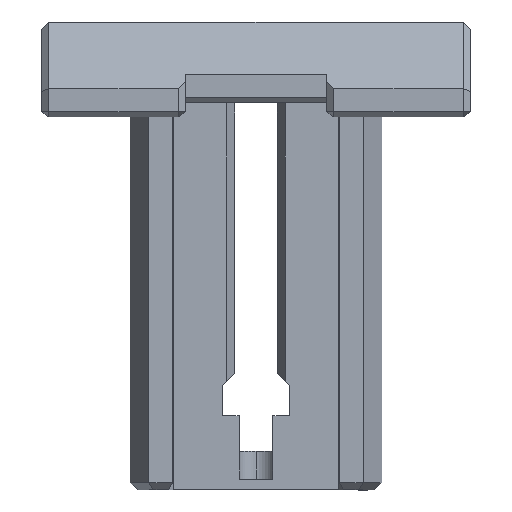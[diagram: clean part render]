
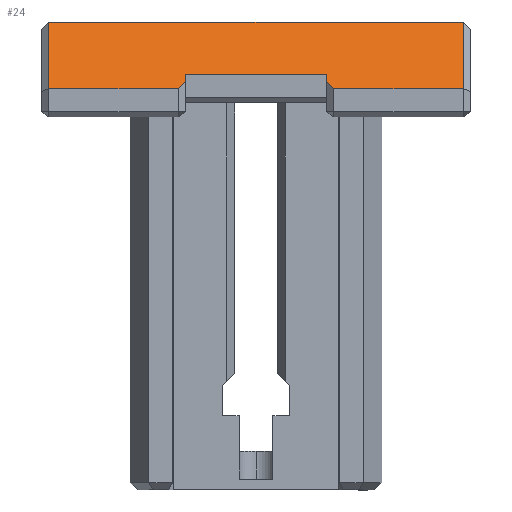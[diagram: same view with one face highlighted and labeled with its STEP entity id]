
A CAD part, top view. The second image highlights one B-rep face of the part: STEP entity #24.
In plain terms, the highlighted planar face has unit normal (0, 0.707, 0.707).
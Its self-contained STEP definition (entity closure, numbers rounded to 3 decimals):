
#24=ADVANCED_FACE('',(#119),#1442,.T.);
#119=FACE_OUTER_BOUND('',#214,.T.);
#214=EDGE_LOOP('',(#363,#364,#365,#366,#367,#368,#369,#370,#371,#372));
#363=ORIENTED_EDGE('',*,*,#812,.F.);
#364=ORIENTED_EDGE('',*,*,#814,.T.);
#365=ORIENTED_EDGE('',*,*,#815,.T.);
#366=ORIENTED_EDGE('',*,*,#792,.T.);
#367=ORIENTED_EDGE('',*,*,#790,.T.);
#368=ORIENTED_EDGE('',*,*,#786,.T.);
#369=ORIENTED_EDGE('',*,*,#787,.T.);
#370=ORIENTED_EDGE('',*,*,#793,.T.);
#371=ORIENTED_EDGE('',*,*,#791,.T.);
#372=ORIENTED_EDGE('',*,*,#813,.F.);
#786=EDGE_CURVE('',#1270,#1271,#1064,.T.);
#787=EDGE_CURVE('',#1271,#1274,#1065,.T.);
#790=EDGE_CURVE('',#1273,#1270,#1068,.T.);
#791=EDGE_CURVE('',#1275,#1298,#1069,.T.);
#792=EDGE_CURVE('',#1272,#1273,#1070,.T.);
#793=EDGE_CURVE('',#1274,#1275,#1071,.T.);
#812=EDGE_CURVE('',#1297,#1295,#1090,.T.);
#813=EDGE_CURVE('',#1295,#1298,#1091,.T.);
#814=EDGE_CURVE('',#1297,#1299,#1092,.T.);
#815=EDGE_CURVE('',#1299,#1272,#1093,.T.);
#1064=B_SPLINE_CURVE_WITH_KNOTS('',1,(#2034,#2035),.UNSPECIFIED.,.F.,.F.,
(2,2),(-9.9,9.9),.UNSPECIFIED.);
#1065=B_SPLINE_CURVE_WITH_KNOTS('',1,(#2036,#2037),.UNSPECIFIED.,.F.,.F.,
(2,2),(47.25,48.537),.UNSPECIFIED.);
#1068=B_SPLINE_CURVE_WITH_KNOTS('',1,(#2042,#2043),.UNSPECIFIED.,.F.,.F.,
(2,2),(-48.537,-47.25),.UNSPECIFIED.);
#1069=B_SPLINE_CURVE_WITH_KNOTS('',1,(#2044,#2045),.UNSPECIFIED.,.F.,.F.,
(2,2),(40.9,59.),.UNSPECIFIED.);
#1070=B_SPLINE_CURVE_WITH_KNOTS('',3,(#2046,#2047,#2048,#2049,#2050,#2051,
#2052,#2053,#2054,#2055,#2056,#2057,#2058,#2059,#2060,#2061,#2062,#2063,
#2064,#2065),.UNSPECIFIED.,.F.,.F.,(4,1,1,1,1,1,1,1,1,1,1,1,1,1,1,1,1,4),
(0.,0.102,0.204,0.306,0.408,
0.509,0.611,0.713,0.815,
0.917,1.019,1.121,1.223,1.325,
1.426,1.528,1.63,1.732),
 .UNSPECIFIED.);
#1071=B_SPLINE_CURVE_WITH_KNOTS('',3,(#2066,#2067,#2068,#2069,#2070,#2071,
#2072,#2073,#2074,#2075,#2076,#2077,#2078,#2079,#2080,#2081,#2082,#2083,
#2084,#2085),.UNSPECIFIED.,.F.,.F.,(4,1,1,1,1,1,1,1,1,1,1,1,1,1,1,1,1,4),
(-1.732,-1.63,-1.528,-1.426,
-1.325,-1.223,-1.121,-1.019,
-0.917,-0.815,-0.713,-0.611,
-0.509,-0.408,-0.306,-0.204,
-0.102,0.),.UNSPECIFIED.);
#1090=B_SPLINE_CURVE_WITH_KNOTS('',1,(#2122,#2123),.UNSPECIFIED.,.F.,.F.,
(2,2),(1.,59.),.UNSPECIFIED.);
#1091=B_SPLINE_CURVE_WITH_KNOTS('',1,(#2124,#2125),.UNSPECIFIED.,.F.,.F.,
(2,2),(0.,13.213),.UNSPECIFIED.);
#1092=B_SPLINE_CURVE_WITH_KNOTS('',1,(#2126,#2127),.UNSPECIFIED.,.F.,.F.,
(2,2),(0.,13.213),.UNSPECIFIED.);
#1093=B_SPLINE_CURVE_WITH_KNOTS('',1,(#2128,#2129),.UNSPECIFIED.,.F.,.F.,
(2,2),(1.,19.1),.UNSPECIFIED.);
#1270=VERTEX_POINT('',#1888);
#1271=VERTEX_POINT('',#1889);
#1272=VERTEX_POINT('',#1890);
#1273=VERTEX_POINT('',#1891);
#1274=VERTEX_POINT('',#1892);
#1275=VERTEX_POINT('',#1893);
#1295=VERTEX_POINT('',#1913);
#1297=VERTEX_POINT('',#1915);
#1298=VERTEX_POINT('',#1916);
#1299=VERTEX_POINT('',#1917);
#1442=PLANE('',#1531);
#1531=AXIS2_PLACEMENT_3D('',#1675,#1603,$);
#1603=DIRECTION('',(0.,0.707,0.707));
#1675=CARTESIAN_POINT('',(600.12,-5.901,4.584));
#1888=CARTESIAN_POINT('',(620.22,-13.245,11.928));
#1889=CARTESIAN_POINT('',(640.02,-13.245,11.928));
#1890=CARTESIAN_POINT('',(619.22,-15.245,13.928));
#1891=CARTESIAN_POINT('',(620.22,-14.245,12.928));
#1892=CARTESIAN_POINT('',(640.02,-14.245,12.928));
#1893=CARTESIAN_POINT('',(641.02,-15.245,13.928));
#1913=CARTESIAN_POINT('',(659.12,-5.901,4.584));
#1915=CARTESIAN_POINT('',(601.12,-5.901,4.584));
#1916=CARTESIAN_POINT('',(659.12,-15.245,13.928));
#1917=CARTESIAN_POINT('',(601.12,-15.245,13.928));
#2034=CARTESIAN_POINT('',(620.22,-13.245,11.928));
#2035=CARTESIAN_POINT('',(640.02,-13.245,11.928));
#2036=CARTESIAN_POINT('',(640.02,-13.245,11.928));
#2037=CARTESIAN_POINT('',(640.02,-14.245,12.928));
#2042=CARTESIAN_POINT('',(620.22,-14.245,12.928));
#2043=CARTESIAN_POINT('',(620.22,-13.245,11.928));
#2044=CARTESIAN_POINT('',(641.02,-15.245,13.928));
#2045=CARTESIAN_POINT('',(659.12,-15.245,13.928));
#2046=CARTESIAN_POINT('',(619.22,-15.245,13.928));
#2047=CARTESIAN_POINT('',(619.239,-15.225,13.908));
#2048=CARTESIAN_POINT('',(619.279,-15.186,13.869));
#2049=CARTESIAN_POINT('',(619.338,-15.127,13.81));
#2050=CARTESIAN_POINT('',(619.396,-15.068,13.751));
#2051=CARTESIAN_POINT('',(619.455,-15.009,13.692));
#2052=CARTESIAN_POINT('',(619.514,-14.95,13.633));
#2053=CARTESIAN_POINT('',(619.573,-14.892,13.575));
#2054=CARTESIAN_POINT('',(619.632,-14.833,13.516));
#2055=CARTESIAN_POINT('',(619.69,-14.774,13.457));
#2056=CARTESIAN_POINT('',(619.749,-14.715,13.398));
#2057=CARTESIAN_POINT('',(619.808,-14.656,13.339));
#2058=CARTESIAN_POINT('',(619.867,-14.597,13.28));
#2059=CARTESIAN_POINT('',(619.926,-14.539,13.222));
#2060=CARTESIAN_POINT('',(619.985,-14.48,13.163));
#2061=CARTESIAN_POINT('',(620.043,-14.421,13.104));
#2062=CARTESIAN_POINT('',(620.102,-14.362,13.045));
#2063=CARTESIAN_POINT('',(620.161,-14.303,12.986));
#2064=CARTESIAN_POINT('',(620.2,-14.264,12.947));
#2065=CARTESIAN_POINT('',(620.22,-14.245,12.928));
#2066=CARTESIAN_POINT('',(640.02,-14.245,12.928));
#2067=CARTESIAN_POINT('',(640.039,-14.264,12.947));
#2068=CARTESIAN_POINT('',(640.079,-14.303,12.986));
#2069=CARTESIAN_POINT('',(640.138,-14.362,13.045));
#2070=CARTESIAN_POINT('',(640.196,-14.421,13.104));
#2071=CARTESIAN_POINT('',(640.255,-14.48,13.163));
#2072=CARTESIAN_POINT('',(640.314,-14.539,13.222));
#2073=CARTESIAN_POINT('',(640.373,-14.597,13.28));
#2074=CARTESIAN_POINT('',(640.432,-14.656,13.339));
#2075=CARTESIAN_POINT('',(640.49,-14.715,13.398));
#2076=CARTESIAN_POINT('',(640.549,-14.774,13.457));
#2077=CARTESIAN_POINT('',(640.608,-14.833,13.516));
#2078=CARTESIAN_POINT('',(640.667,-14.892,13.575));
#2079=CARTESIAN_POINT('',(640.726,-14.95,13.633));
#2080=CARTESIAN_POINT('',(640.785,-15.009,13.692));
#2081=CARTESIAN_POINT('',(640.843,-15.068,13.751));
#2082=CARTESIAN_POINT('',(640.902,-15.127,13.81));
#2083=CARTESIAN_POINT('',(640.961,-15.186,13.869));
#2084=CARTESIAN_POINT('',(641.,-15.225,13.908));
#2085=CARTESIAN_POINT('',(641.02,-15.245,13.928));
#2122=CARTESIAN_POINT('',(601.12,-5.901,4.584));
#2123=CARTESIAN_POINT('',(659.12,-5.901,4.584));
#2124=CARTESIAN_POINT('',(659.12,-5.901,4.584));
#2125=CARTESIAN_POINT('',(659.12,-15.245,13.928));
#2126=CARTESIAN_POINT('',(601.12,-5.901,4.584));
#2127=CARTESIAN_POINT('',(601.12,-15.245,13.928));
#2128=CARTESIAN_POINT('',(601.12,-15.245,13.928));
#2129=CARTESIAN_POINT('',(619.22,-15.245,13.928));
